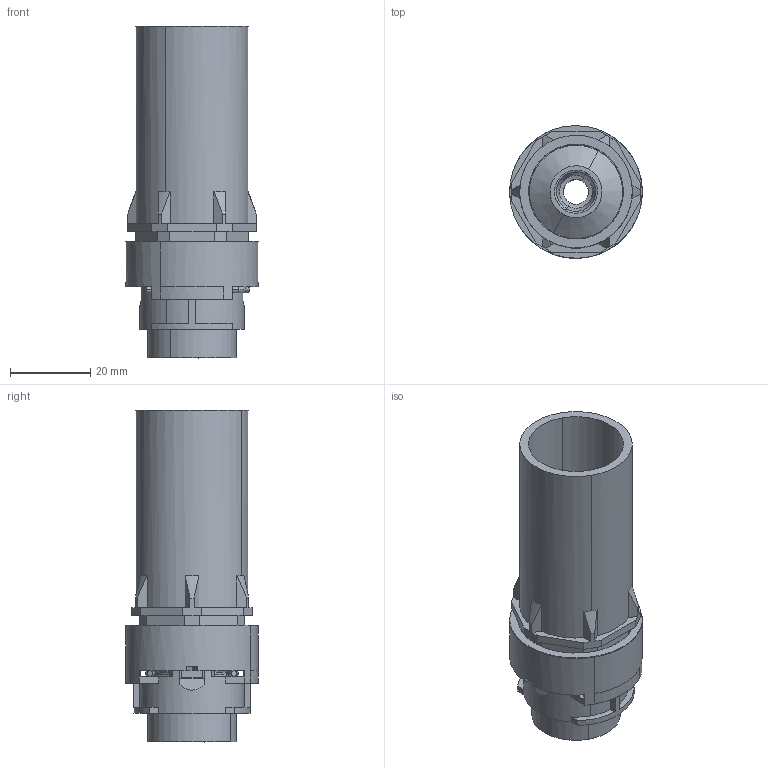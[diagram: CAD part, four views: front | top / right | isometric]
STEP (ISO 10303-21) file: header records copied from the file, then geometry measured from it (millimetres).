
FILE_DESCRIPTION(('CATIA V5 STEP Exchange','CAx-IF Rec.Pracs.--- Model Styling and Organization---1.5--- 2016-08-15','CAx-IF Rec.Pracs.---Supplemental Geometry---1.0---2011-11-01','CAx-IF Rec.Pracs.--- Composite Materials ---1.1---2010-07-15'),'2;1');
FILE_NAME ('005796-1_2', '2025-09-04T11:59:05+00:00', ('none'), ('Weidmueller'), 'CATIA Version 5-6 Release 2024 SP4', 'CATIA V5 STEP AP214 v3', 'none');
FILE_SCHEMA(('AUTOMOTIVE_DESIGN { 1 0 10303 214 1 1 1 1 }'));
Length unit declared in the file: millimetre
Products named in the file (1): 1079680000
Bounding box: 32.99 x 33 x 82.6 mm (x, y, z)
Volume: 29458.3 mm3; surface area: 27027.3 mm2
Topology: 2 solids, 3 shells, 262 faces, 679 edges, 432 vertices
Faces by surface type: plane 121, cylinder 77, cone 36, torus 28
Entity records: 7868 total; most frequent: CARTESIAN_POINT 1743, ORIENTED_EDGE 1358, DIRECTION 1058, EDGE_CURVE 679, AXIS2_PLACEMENT_3D 474, VERTEX_POINT 432, VECTOR 366, LINE 366
